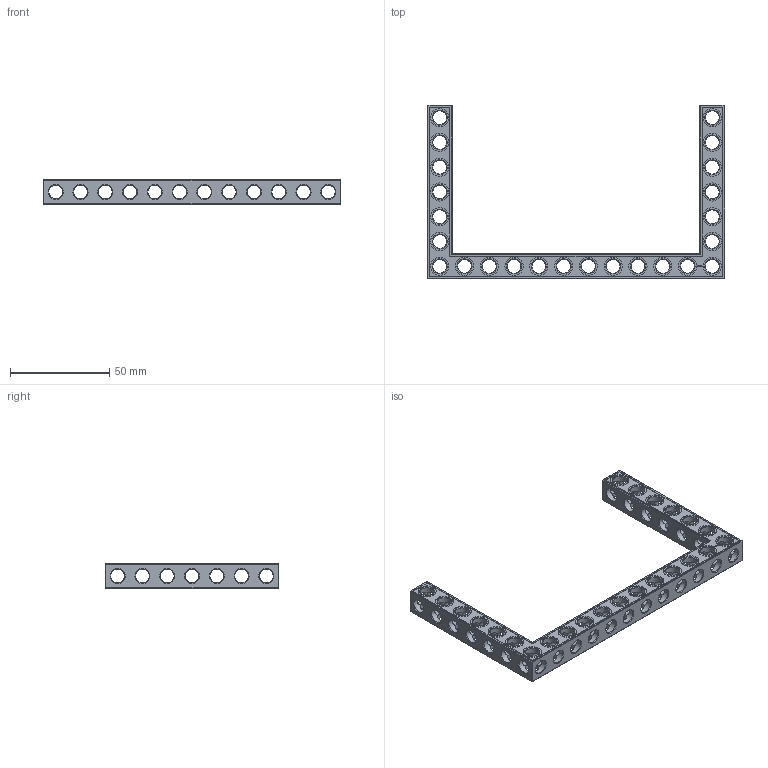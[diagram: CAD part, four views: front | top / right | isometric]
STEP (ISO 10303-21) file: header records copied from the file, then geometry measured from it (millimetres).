
FILE_DESCRIPTION(('FreeCAD Model'),'2;1');
FILE_NAME('Open CASCADE Shape Model','2022-02-26T15:51:03',('Author'),( ''),'Open CASCADE STEP processor 7.5','FreeCAD','Unknown');
FILE_SCHEMA(('AUTOMOTIVE_DESIGN { 1 0 10303 214 1 1 1 1 }'));
Products named in the file (1): Beam AGD ESS USH SYM BU12x07x01 - SPN-BEM-0485 (stemfie.org)
Bounding box: 150 x 87.5 x 12.5 mm (x, y, z)
Volume: 23446.1 mm3; surface area: 21018 mm2
Topology: 1 solids, 1 shells, 806 faces, 2398 edges, 1557 vertices
Faces by surface type: plane 405, extrusion 158, cylinder 145, cone 98
Full cylindrical faces by diameter (mm): 6.98 x16, 7 x105, 9.2 x24
Entity records: 123948 total; most frequent: CARTESIAN_POINT 78849, DIRECTION 7344, VECTOR 4854, ORIENTED_EDGE 4796, PCURVE 4796, DEFINITIONAL_REPRESENTATION 4796, LINE 4696, EDGE_CURVE 2398
